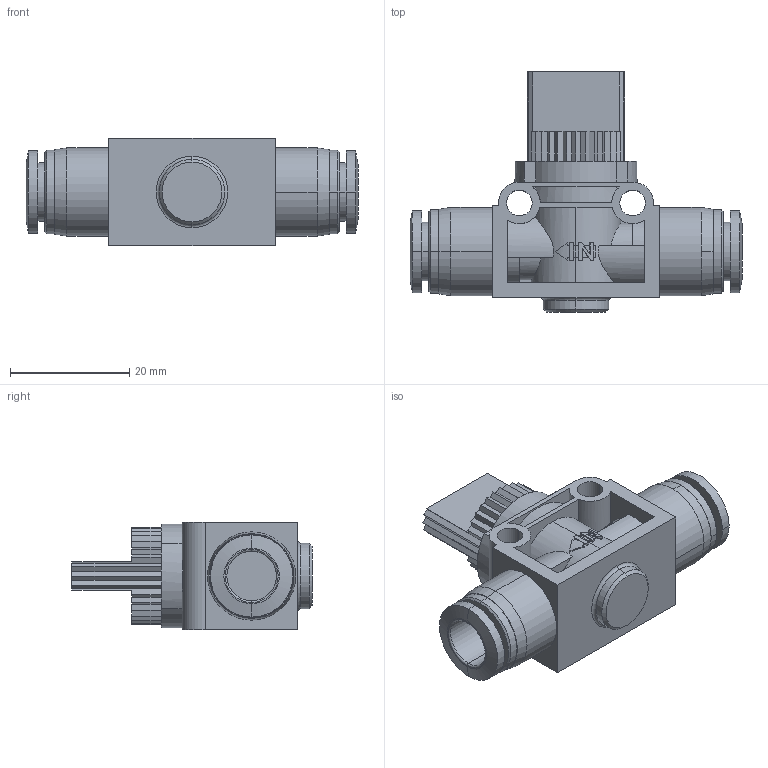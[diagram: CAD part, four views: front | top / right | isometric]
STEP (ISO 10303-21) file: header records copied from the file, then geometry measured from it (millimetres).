
FILE_DESCRIPTION (( 'STEP AP214' ), '1' );
FILE_NAME ('HVU8M.step', '2016-02-24T20:38:27', ( '' ), ( '' ), 'SwSTEP 2.0', 'SolidWorks 2015', '' );
FILE_SCHEMA (( 'AUTOMOTIVE_DESIGN' ));
Length unit declared in the file: inch
Products named in the file (1): HVU8M
Bounding box: 55.7 x 40.3 x 18 mm (x, y, z)
Volume: 12309.3 mm3; surface area: 7685.4 mm2
Topology: 1 solids, 1 shells, 278 faces, 762 edges, 504 vertices
Faces by surface type: plane 177, cylinder 77, cone 14, torus 6, bspline 4
Entity records: 12983 total; most frequent: CARTESIAN_POINT 2160, ORIENTED_EDGE 1524, DIRECTION 1476, EDGE_CURVE 762, VECTOR 504, LINE 504, VERTEX_POINT 504, AXIS2_PLACEMENT_3D 486
